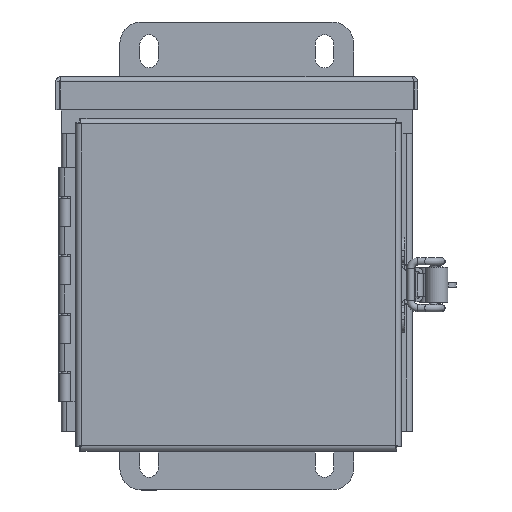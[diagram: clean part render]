
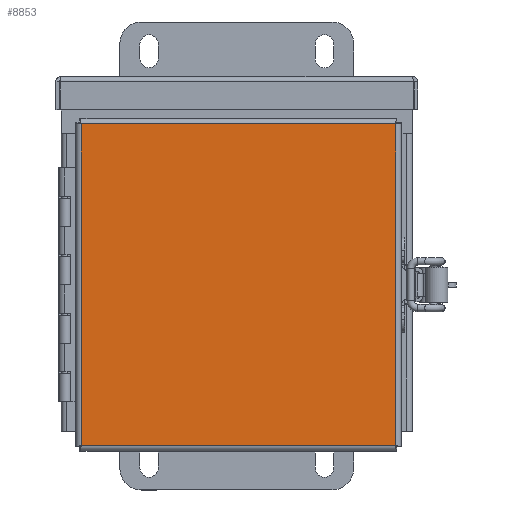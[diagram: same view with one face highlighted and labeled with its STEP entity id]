
A CAD part, top view. The second image highlights one B-rep face of the part: STEP entity #8853.
In plain terms, the highlighted face is planar.
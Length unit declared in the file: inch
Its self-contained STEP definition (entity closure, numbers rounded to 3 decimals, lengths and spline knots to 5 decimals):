
#523=PLANE($,#9453);
#943=FACE_OUTER_BOUND($,#1454,.T.);
#1454=EDGE_LOOP($,(#7008,#7009,#7010,#7011));
#2455=LINE($,#13857,#3341);
#2471=LINE($,#13959,#3357);
#2486=LINE($,#14059,#3372);
#2501=LINE($,#14158,#3387);
#3341=VECTOR($,#11026,5.375);
#3357=VECTOR($,#11056,5.5);
#3372=VECTOR($,#11085,5.375);
#3387=VECTOR($,#11114,5.5);
#4074=VERTEX_POINT($,#13848);
#4075=VERTEX_POINT($,#13856);
#4086=VERTEX_POINT($,#13951);
#4096=VERTEX_POINT($,#14051);
#5055=EDGE_CURVE($,#4075,#4074,#2455,.T.);
#5075=EDGE_CURVE($,#4074,#4086,#2471,.T.);
#5094=EDGE_CURVE($,#4086,#4096,#2486,.T.);
#5113=EDGE_CURVE($,#4096,#4075,#2501,.T.);
#7008=ORIENTED_EDGE($,*,*,#5055,.T.);
#7009=ORIENTED_EDGE($,*,*,#5075,.T.);
#7010=ORIENTED_EDGE($,*,*,#5094,.T.);
#7011=ORIENTED_EDGE($,*,*,#5113,.T.);
#8853=ADVANCED_FACE($,(#943),#523,.F.);
#9453=AXIS2_PLACEMENT_3D($,#14244,#11139,#11140);
#11026=DIRECTION($,(-1.,0.,0.));
#11056=DIRECTION($,(0.,1.,0.));
#11085=DIRECTION($,(1.,0.,0.));
#11114=DIRECTION($,(0.,-1.,0.));
#11139=DIRECTION('center_axis',(0.,0.,1.));
#11140=DIRECTION('ref_axis',(1.,0.,0.));
#13848=CARTESIAN_POINT('',(-2.90625,-2.75,0.));
#13856=CARTESIAN_POINT('',(2.46875,-2.75,0.));
#13857=CARTESIAN_POINT($,(1.125,-2.75,0.));
#13951=CARTESIAN_POINT('',(-2.90625,2.75,0.));
#13959=CARTESIAN_POINT($,(-2.90625,-1.375,0.));
#14051=CARTESIAN_POINT('',(2.46875,2.75,0.));
#14059=CARTESIAN_POINT($,(-1.5625,2.75,0.));
#14158=CARTESIAN_POINT($,(2.46875,1.375,0.));
#14244=CARTESIAN_POINT('Origin',(-0.21875,0.,0.));
